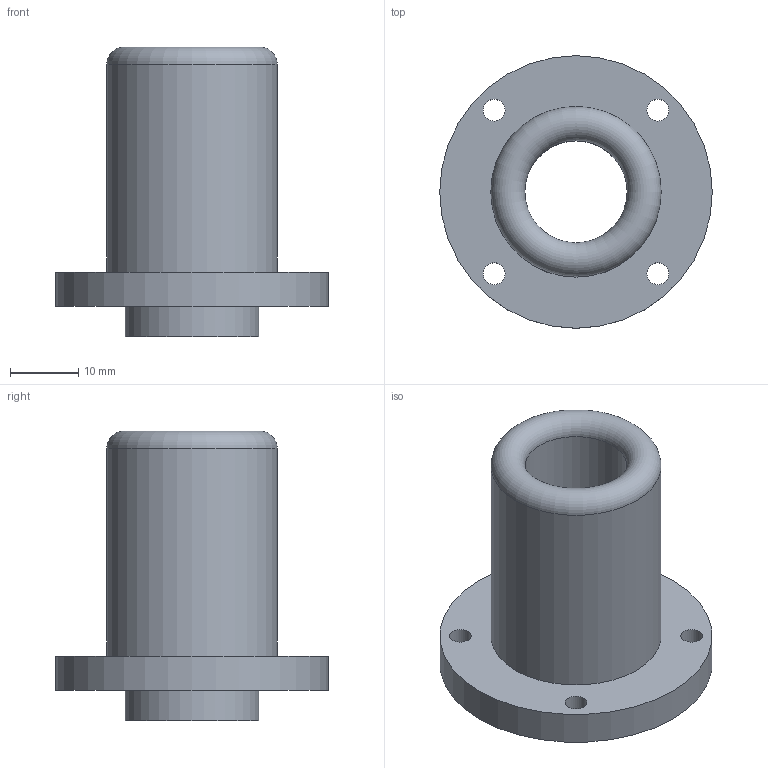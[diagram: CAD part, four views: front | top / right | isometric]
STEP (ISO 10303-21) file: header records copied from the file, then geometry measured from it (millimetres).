
FILE_DESCRIPTION(/* description */ (''),/* implementation_level */ '2;1');
FILE_NAME(/* name */ 'Outer Guide Tube v8.step',/* time_stamp */ '2019-01-08T22:21:10+00:00',/* author */ (''),/* organization */ (''),/* preprocessor_version */ 'ST-DEVELOPER v17.2',/* originating_system */ 'Autodesk Translation Framework v7.6.0.251',/* authorisation */ '');
FILE_SCHEMA (('AUTOMOTIVE_DESIGN { 1 0 10303 214 3 1 1 }'));
Length unit declared in the file: millimetre
Products named in the file (1): Outer Bracket
Bounding box: 40 x 40 x 42.5 mm (x, y, z)
Volume: 16000 mm3; surface area: 7661.7 mm2
Topology: 1 solids, 1 shells, 12 faces, 25 edges, 16 vertices
Faces by surface type: cylinder 8, plane 3, torus 1
Full cylindrical faces by diameter (mm): 3.2 x4, 15 x1, 19.6 x1, 25 x1, 40 x1
Entity records: 390 total; most frequent: DIRECTION 68, CARTESIAN_POINT 54, ORIENTED_EDGE 50, AXIS2_PLACEMENT_3D 30, EDGE_CURVE 25, EDGE_LOOP 23, CIRCLE 17, VERTEX_POINT 16
